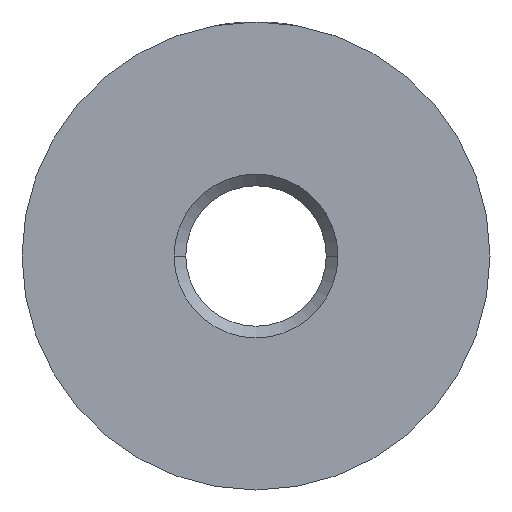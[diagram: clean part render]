
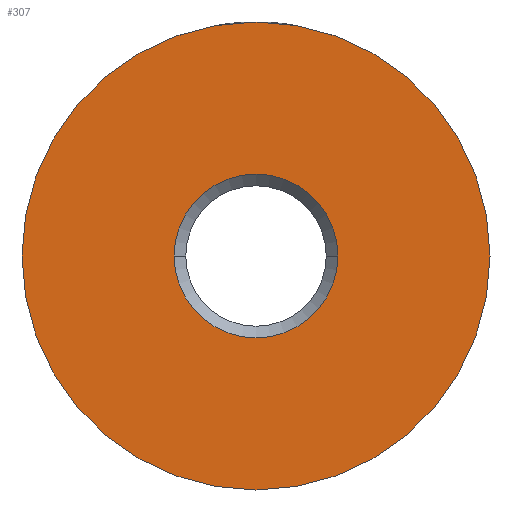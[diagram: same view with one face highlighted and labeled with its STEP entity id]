
A CAD part, left-side view. The second image highlights one B-rep face of the part: STEP entity #307.
In plain terms, the highlighted planar face has unit normal (-1, 0, 0).
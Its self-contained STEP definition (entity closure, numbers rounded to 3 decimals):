
#2=CARTESIAN_POINT('',(-10.,0.,0.));
#3=DIRECTION('',(-1.,0.,0.));
#4=DIRECTION('',(0.,1.,0.));
#5=AXIS2_PLACEMENT_3D('',#2,#3,#4);
#7=CARTESIAN_POINT('',(-10.,0.,0.));
#8=DIRECTION('',(1.,0.,0.));
#9=DIRECTION('',(0.,1.,0.));
#10=AXIS2_PLACEMENT_3D('',#7,#8,#9);
#12=CARTESIAN_POINT('',(-10.,0.,0.));
#13=DIRECTION('',(1.,0.,0.));
#14=DIRECTION('',(0.,-1.,0.));
#15=AXIS2_PLACEMENT_3D('',#12,#13,#14);
#17=CARTESIAN_POINT('',(-10.,0.,0.));
#18=DIRECTION('',(1.,0.,0.));
#19=DIRECTION('',(0.,1.,0.));
#20=AXIS2_PLACEMENT_3D('',#17,#18,#19);
#262=CARTESIAN_POINT('',(-10.,-7.,0.));
#263=CARTESIAN_POINT('',(-10.,7.,0.));
#264=VERTEX_POINT('',#262);
#265=VERTEX_POINT('',#263);
#271=CARTESIAN_POINT('',(-10.,20.,0.));
#273=VERTEX_POINT('',#271);
#275=CARTESIAN_POINT('',(-10.,-20.,0.));
#277=VERTEX_POINT('',#275);
#290=CARTESIAN_POINT('',(-10.,0.,0.));
#291=DIRECTION('',(1.,0.,0.));
#292=DIRECTION('',(0.,-1.,0.));
#293=AXIS2_PLACEMENT_3D('',#290,#291,#292);
#294=PLANE('',#293);
#296=ORIENTED_EDGE('',*,*,#295,.F.);
#298=ORIENTED_EDGE('',*,*,#297,.T.);
#299=EDGE_LOOP('',(#296,#298));
#300=FACE_OUTER_BOUND('',#299,.F.);
#302=ORIENTED_EDGE('',*,*,#301,.F.);
#304=ORIENTED_EDGE('',*,*,#303,.F.);
#305=EDGE_LOOP('',(#302,#304));
#306=FACE_BOUND('',#305,.F.);
#307=ADVANCED_FACE('',(#300,#306),#294,.F.);
#6=CIRCLE('',#5,20.);
#11=CIRCLE('',#10,20.);
#16=CIRCLE('',#15,7.);
#21=CIRCLE('',#20,7.);
#295=EDGE_CURVE('',#273,#277,#6,.T.);
#297=EDGE_CURVE('',#273,#277,#11,.T.);
#301=EDGE_CURVE('',#264,#265,#16,.T.);
#303=EDGE_CURVE('',#265,#264,#21,.T.);
